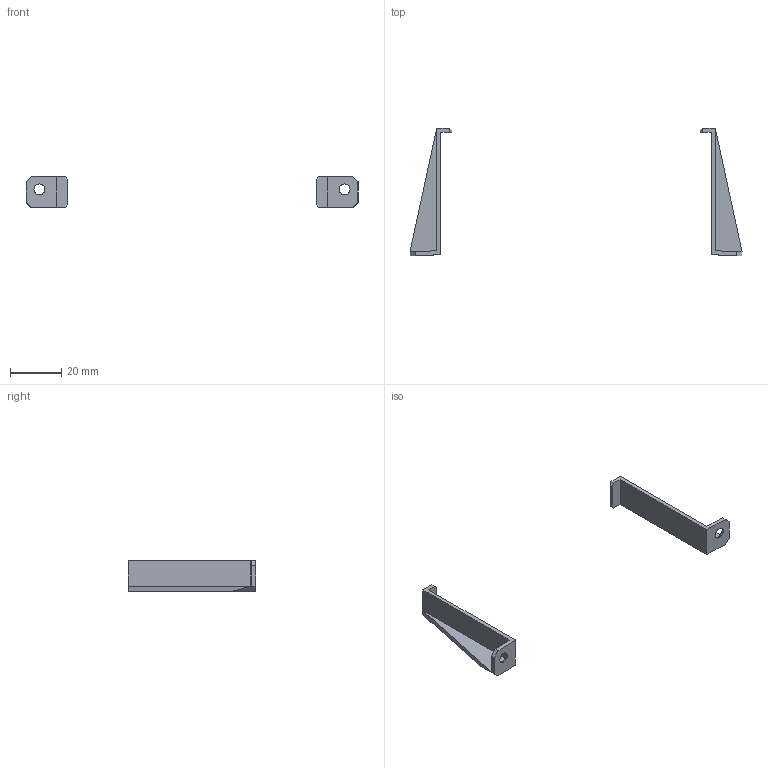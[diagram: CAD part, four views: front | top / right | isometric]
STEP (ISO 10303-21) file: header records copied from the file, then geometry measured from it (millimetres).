
FILE_DESCRIPTION(/* description */ (''),/* implementation_level */ '2;1');
FILE_NAME(/* name */ 'Power Supply Bracket_v3.step',/* time_stamp */ '2020-09-23T18:01:10-07:00',/* author */ (''),/* organization */ (''),/* preprocessor_version */ 'ST-DEVELOPER v18.1',/* originating_system */ 'Autodesk Translation Framework v9.3.0.1241',/* authorisation */ '');
FILE_SCHEMA (('AUTOMOTIVE_DESIGN { 1 0 10303 214 3 1 1 }'));
Length unit declared in the file: millimetre
Products named in the file (1): Power Supply Bracket
Bounding box: 130.1 x 50.02 x 12 mm (x, y, z)
Volume: 3380 mm3; surface area: 4472.6 mm2
Topology: 2 solids, 2 shells, 38 faces, 90 edges, 56 vertices
Faces by surface type: plane 34, cone 2, cylinder 2
Full cylindrical faces by diameter (mm): 4.3 x2
Entity records: 1104 total; most frequent: CARTESIAN_POINT 185, ORIENTED_EDGE 180, DIRECTION 174, EDGE_CURVE 90, LINE 84, VECTOR 84, VERTEX_POINT 56, AXIS2_PLACEMENT_3D 45
